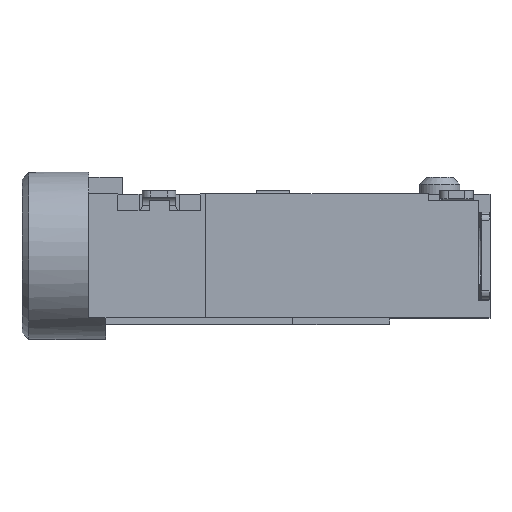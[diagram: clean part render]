
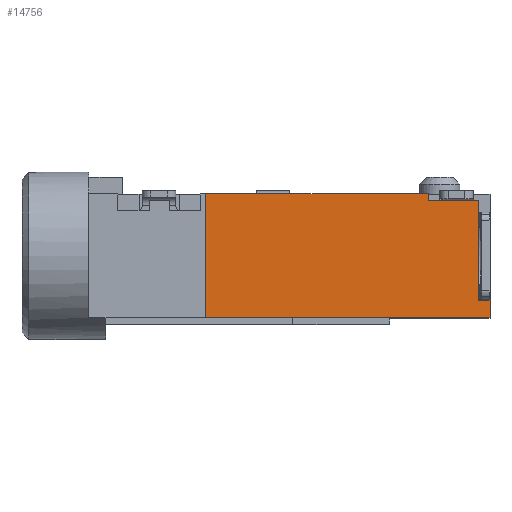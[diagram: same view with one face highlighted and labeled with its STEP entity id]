
A CAD part, top view. The second image highlights one B-rep face of the part: STEP entity #14756.
In plain terms, the highlighted planar face has unit normal (0, 0, 1).
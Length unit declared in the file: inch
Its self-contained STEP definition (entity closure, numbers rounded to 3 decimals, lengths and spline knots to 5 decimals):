
#38 = LINE ( 'NONE', #8568, #9722 ) ;
#181 = CARTESIAN_POINT ( 'NONE',  ( 1.56537, 11.28745, 0. ) ) ;
#614 = CARTESIAN_POINT ( 'NONE',  ( 1.24451, 11.14965, 0. ) ) ;
#684 = VERTEX_POINT ( 'NONE', #5645 ) ;
#1064 = VECTOR ( 'NONE', #7117, 39.37008 ) ;
#1205 = ORIENTED_EDGE ( 'NONE', *, *, #11199, .T. ) ;
#1275 = EDGE_CURVE ( 'NONE', #5092, #14899, #9712, .T. ) ;
#1336 = CARTESIAN_POINT ( 'NONE',  ( 1.24451, 11.29532, 0. ) ) ;
#1740 = EDGE_CURVE ( 'NONE', #14449, #5092, #7898, .T. ) ;
#1837 = CARTESIAN_POINT ( 'NONE',  ( 1.56537, 11.17013, 0. ) ) ;
#2013 = CARTESIAN_POINT ( 'NONE',  ( 1.57915, 11.17013, 0. ) ) ;
#2142 = ORIENTED_EDGE ( 'NONE', *, *, #8476, .T. ) ;
#2540 = EDGE_CURVE ( 'NONE', #3880, #14449, #38, .T. ) ;
#2606 = CARTESIAN_POINT ( 'NONE',  ( 1.24451, 11.29532, 0. ) ) ;
#3356 = EDGE_LOOP ( 'NONE', ( #2142, #8117, #7302, #6477, #5869, #15969, #1205, #13242 ) ) ;
#3617 = CARTESIAN_POINT ( 'NONE',  ( 1.50632, 11.28745, 0. ) ) ;
#3823 = PLANE ( 'NONE',  #11689 ) ;
#3880 = VERTEX_POINT ( 'NONE', #2013 ) ;
#3939 = EDGE_CURVE ( 'NONE', #4624, #12185, #12530, .T. ) ;
#3986 = LINE ( 'NONE', #11513, #11904 ) ;
#4204 = DIRECTION ( 'NONE',  ( -1., 0., 0. ) ) ;
#4624 = VERTEX_POINT ( 'NONE', #2606 ) ;
#4669 = CARTESIAN_POINT ( 'NONE',  ( 1.56537, 11.28745, 0. ) ) ;
#5092 = VERTEX_POINT ( 'NONE', #181 ) ;
#5645 = CARTESIAN_POINT ( 'NONE',  ( 1.57915, 11.14965, 0. ) ) ;
#5869 = ORIENTED_EDGE ( 'NONE', *, *, #1275, .T. ) ;
#5871 = VECTOR ( 'NONE', #4204, 39.37008 ) ;
#6195 = CARTESIAN_POINT ( 'NONE',  ( 1.50632, 11.28745, 0. ) ) ;
#6217 = DIRECTION ( 'NONE',  ( 0., -1., 0. ) ) ;
#6477 = ORIENTED_EDGE ( 'NONE', *, *, #1740, .T. ) ;
#7094 = VECTOR ( 'NONE', #14013, 39.37008 ) ;
#7117 = DIRECTION ( 'NONE',  ( -1., 0., 0. ) ) ;
#7302 = ORIENTED_EDGE ( 'NONE', *, *, #2540, .T. ) ;
#7898 = LINE ( 'NONE', #9038, #7094 ) ;
#8117 = ORIENTED_EDGE ( 'NONE', *, *, #8450, .T. ) ;
#8276 = VECTOR ( 'NONE', #12908, 39.37008 ) ;
#8450 = EDGE_CURVE ( 'NONE', #684, #3880, #3986, .T. ) ;
#8476 = EDGE_CURVE ( 'NONE', #12185, #684, #15434, .T. ) ;
#8568 = CARTESIAN_POINT ( 'NONE',  ( 1.57915, 11.17013, 0. ) ) ;
#8658 = FACE_OUTER_BOUND ( 'NONE', #3356, .T. ) ;
#8986 = CARTESIAN_POINT ( 'NONE',  ( 1.24451, 11.14965, 0. ) ) ;
#9038 = CARTESIAN_POINT ( 'NONE',  ( 1.56537, 11.17013, 0. ) ) ;
#9352 = VERTEX_POINT ( 'NONE', #12475 ) ;
#9712 = LINE ( 'NONE', #4669, #1064 ) ;
#9722 = VECTOR ( 'NONE', #10098, 39.37008 ) ;
#9832 = LINE ( 'NONE', #3617, #12967 ) ;
#9948 = DIRECTION ( 'NONE',  ( 0., 0., -1. ) ) ;
#10098 = DIRECTION ( 'NONE',  ( -1., 0., 0. ) ) ;
#10432 = CARTESIAN_POINT ( 'NONE',  ( 1.50632, 11.29532, 0. ) ) ;
#10556 = DIRECTION ( 'NONE',  ( 0., 1., 0. ) ) ;
#11199 = EDGE_CURVE ( 'NONE', #9352, #4624, #14101, .T. ) ;
#11309 = DIRECTION ( 'NONE',  ( 0., -1., 0. ) ) ;
#11513 = CARTESIAN_POINT ( 'NONE',  ( 1.57915, 11.14965, 0. ) ) ;
#11689 = AXIS2_PLACEMENT_3D ( 'NONE', #16082, #9948, #6217 ) ;
#11828 = VECTOR ( 'NONE', #11309, 39.37008 ) ;
#11904 = VECTOR ( 'NONE', #15349, 39.37008 ) ;
#12185 = VERTEX_POINT ( 'NONE', #614 ) ;
#12475 = CARTESIAN_POINT ( 'NONE',  ( 1.50632, 11.29532, 0. ) ) ;
#12530 = LINE ( 'NONE', #1336, #11828 ) ;
#12908 = DIRECTION ( 'NONE',  ( 1., 0., 0. ) ) ;
#12967 = VECTOR ( 'NONE', #10556, 39.37008 ) ;
#13242 = ORIENTED_EDGE ( 'NONE', *, *, #3939, .T. ) ;
#14013 = DIRECTION ( 'NONE',  ( 0., 1., 0. ) ) ;
#14101 = LINE ( 'NONE', #10432, #5871 ) ;
#14449 = VERTEX_POINT ( 'NONE', #1837 ) ;
#14525 = EDGE_CURVE ( 'NONE', #14899, #9352, #9832, .T. ) ;
#14756 = ADVANCED_FACE ( 'NONE', ( #8658 ), #3823, .F. ) ;
#14899 = VERTEX_POINT ( 'NONE', #6195 ) ;
#15349 = DIRECTION ( 'NONE',  ( 0., 1., 0. ) ) ;
#15434 = LINE ( 'NONE', #8986, #8276 ) ;
#15969 = ORIENTED_EDGE ( 'NONE', *, *, #14525, .T. ) ;
#16082 = CARTESIAN_POINT ( 'NONE',  ( 1.34293, 11.22249, 0. ) ) ;
